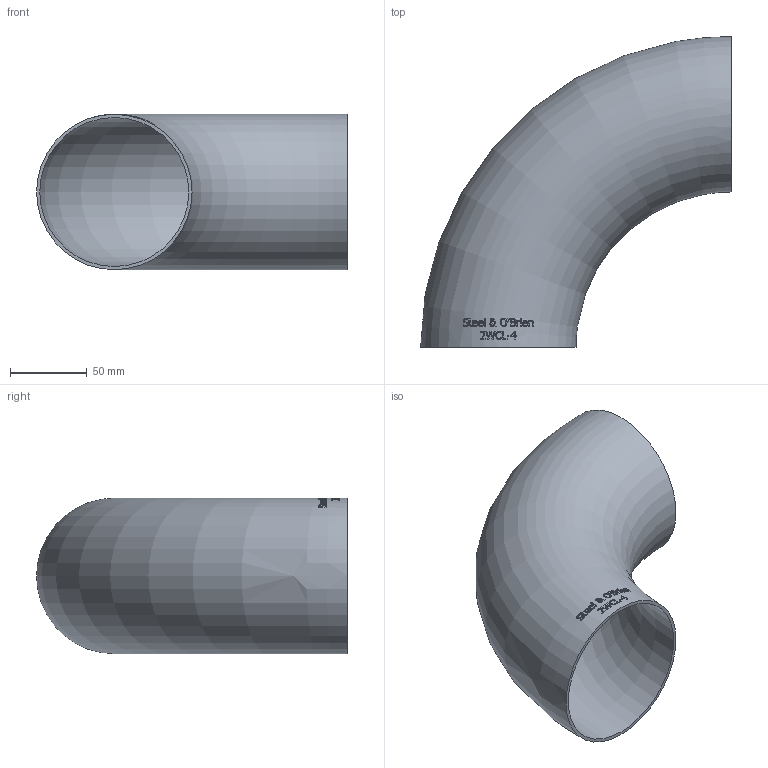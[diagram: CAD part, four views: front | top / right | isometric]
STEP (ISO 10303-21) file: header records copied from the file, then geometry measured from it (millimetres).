
FILE_DESCRIPTION(/* description */ (''),/* implementation_level */ '2;1');
FILE_NAME(/* name */ '2WCL-4.stp',/* time_stamp */ '2019-01-11T11:52:05-05:00',/* author */ ('rick'),/* organization */ (''),/* preprocessor_version */ 'ST-DEVELOPER v15.2',/* originating_system */ 'Autodesk Inventor 2014',/* authorisation */ '');
FILE_SCHEMA (('AUTOMOTIVE_DESIGN { 1 0 10303 214 3 1 1 }'));
Length unit declared in the file: inch
Products named in the file (1): 2WCL-4
Bounding box: 203.2 x 203.2 x 101.6 mm (x, y, z)
Volume: 157729.6 mm3; surface area: 151017 mm2
Topology: 1 solids, 1 shells, 306 faces, 825 edges, 550 vertices
Faces by surface type: bspline 146, plane 129, torus 31
Entity records: 12284 total; most frequent: CARTESIAN_POINT 6054, ORIENTED_EDGE 1646, EDGE_CURVE 823, DIRECTION 603, VERTEX_POINT 550, B_SPLINE_CURVE_WITH_KNOTS 546, EDGE_LOOP 339, ADVANCED_FACE 306
